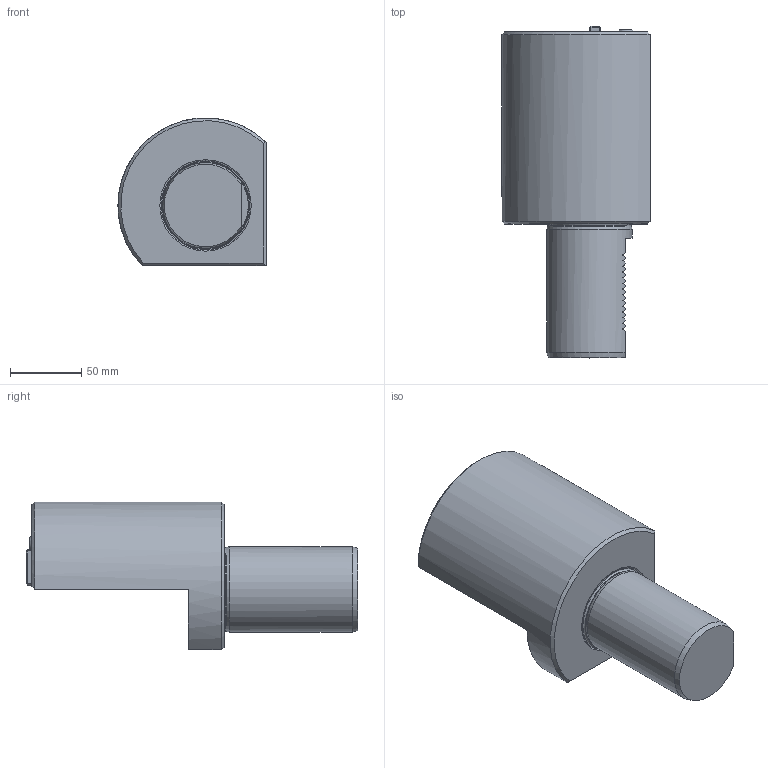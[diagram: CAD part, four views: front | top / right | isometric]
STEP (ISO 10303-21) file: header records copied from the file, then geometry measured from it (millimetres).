
FILE_DESCRIPTION (( 'STEP AP214' ), '1' );
FILE_NAME ('C2-S60X32.STEP', '2025-07-14T14:57:17', ( '' ), ( '' ), 'SwSTEP 2.0', 'SolidWorks 2023', '' );
FILE_SCHEMA (( 'AUTOMOTIVE_DESIGN' ));
Length unit declared in the file: millimetre
Products named in the file (1): C2-S60X32
Bounding box: 104 x 233 x 103.85 mm (x, y, z)
Volume: 957744.9 mm3; surface area: 91532.6 mm2
Topology: 1 solids, 1 shells, 355 faces, 933 edges, 612 vertices
Faces by surface type: plane 226, bspline 73, cylinder 46, cone 6, torus 3, sphere 1
Full cylindrical faces by diameter (mm): 1.7 x1, 2.1 x1, 5 x1, 6.366 x1, 58.7 x1, 60 x1
Entity records: 17415 total; most frequent: CARTESIAN_POINT 6870, ORIENTED_EDGE 1832, DIRECTION 1327, EDGE_CURVE 916, VERTEX_POINT 607, LINE 599, VECTOR 599, EDGE_LOOP 403
